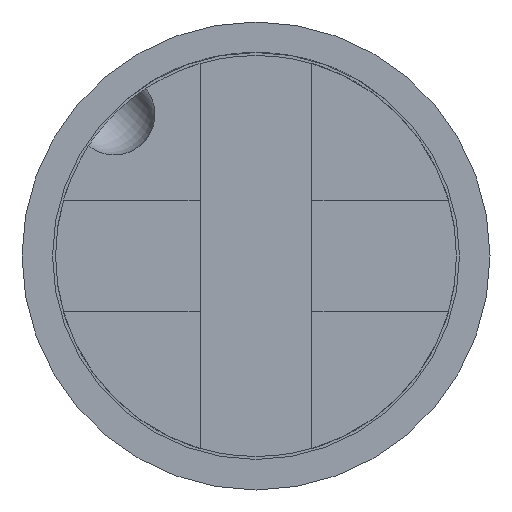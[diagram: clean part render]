
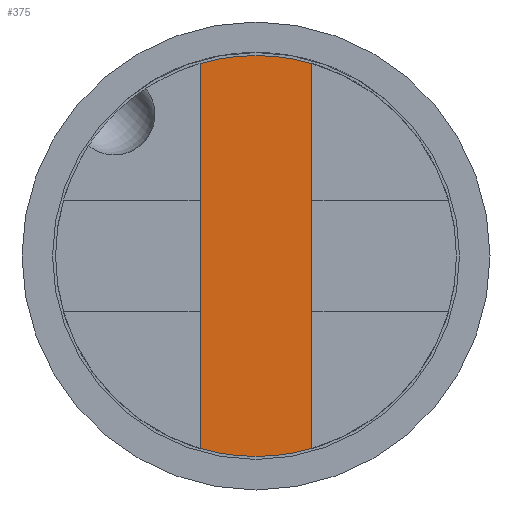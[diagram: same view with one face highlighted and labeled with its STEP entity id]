
A CAD part, front view. The second image highlights one B-rep face of the part: STEP entity #375.
In plain terms, the highlighted planar face has unit normal (0, -1, 0).
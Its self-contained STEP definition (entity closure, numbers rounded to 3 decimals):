
#14 = ORIENTED_EDGE ( 'NONE', *, *, #281, .T. ) ;
#281 = EDGE_CURVE ( 'Defeature ausgef�hrt1_16+Defeature ausgef�hrt1_2+Defeature ausgef�hrt1_14+Defeature ausgef�hrt1_15', #3432, #1532, #527, .T. ) ;
#297 = FACE_OUTER_BOUND ( 'NONE', #3777, .T. ) ;
#375 = ADVANCED_FACE ( 'Defeature ausgef�hrt1_16', ( #297 ), #2362, .T. ) ;
#411 = DIRECTION ( 'NONE',  ( 0., 0., -1. ) ) ;
#527 = CIRCLE ( 'NONE', #2264, 0.985 ) ;
#528 = DIRECTION ( 'NONE',  ( 0., 0., -1. ) ) ;
#687 = EDGE_CURVE ( 'Defeature ausgef�hrt1_16+Defeature ausgef�hrt1_2+Defeature ausgef�hrt1_14+Defeature ausgef�hrt1_15', #900, #3432, #1801, .T. ) ;
#900 = VERTEX_POINT ( 'NONE', #2878 ) ;
#988 = CARTESIAN_POINT ( 'NONE',  ( 0.275, -23.3, -0.447 ) ) ;
#1058 = CARTESIAN_POINT ( 'NONE',  ( 0.275, -23.3, -0.946 ) ) ;
#1198 = CARTESIAN_POINT ( 'NONE',  ( 0., -23.3, 0. ) ) ;
#1320 = DIRECTION ( 'NONE',  ( 0., 0., 1. ) ) ;
#1325 = ORIENTED_EDGE ( 'NONE', *, *, #687, .T. ) ;
#1377 = CARTESIAN_POINT ( 'NONE',  ( 0., -23.3, 0. ) ) ;
#1464 = DIRECTION ( 'NONE',  ( 0., 0., -1. ) ) ;
#1521 = ORIENTED_EDGE ( 'NONE', *, *, #4015, .T. ) ;
#1532 = VERTEX_POINT ( 'NONE', #3258 ) ;
#1534 = CARTESIAN_POINT ( 'NONE',  ( -0.275, -23.3, -0.946 ) ) ;
#1545 = AXIS2_PLACEMENT_3D ( 'NONE', #3937, #2067, #528 ) ;
#1587 = CARTESIAN_POINT ( 'NONE',  ( 0., -23.3, 0.985 ) ) ;
#1604 = VERTEX_POINT ( 'NONE', #3311 ) ;
#1624 = DIRECTION ( 'NONE',  ( 0., -1., 0. ) ) ;
#1644 = AXIS2_PLACEMENT_3D ( 'NONE', #3446, #1624, #2260 ) ;
#1801 = CIRCLE ( 'NONE', #2643, 0.985 ) ;
#1825 = DIRECTION ( 'NONE',  ( 0., -1., 0. ) ) ;
#1898 = VECTOR ( 'NONE', #1320, 1000. ) ;
#1954 = ORIENTED_EDGE ( 'NONE', *, *, #3804, .T. ) ;
#1961 = VERTEX_POINT ( 'NONE', #1058 ) ;
#1989 = AXIS2_PLACEMENT_3D ( 'NONE', #1198, #3950, #1464 ) ;
#1993 = DIRECTION ( 'NONE',  ( 0., -1., 0. ) ) ;
#2067 = DIRECTION ( 'NONE',  ( 0., -1., 0. ) ) ;
#2085 = ORIENTED_EDGE ( 'NONE', *, *, #2353, .T. ) ;
#2103 = CARTESIAN_POINT ( 'NONE',  ( 0., -23.3, 0. ) ) ;
#2260 = DIRECTION ( 'NONE',  ( 0., 0., -1. ) ) ;
#2264 = AXIS2_PLACEMENT_3D ( 'NONE', #1377, #1993, #3823 ) ;
#2273 = CARTESIAN_POINT ( 'NONE',  ( -0.275, -23.3, -0.447 ) ) ;
#2278 = EDGE_CURVE ( 'Defeature ausgef�hrt1_16+Defeature ausgef�hrt1_2+Defeature ausgef�hrt1_15+Defeature ausgef�hrt1_14', #2858, #1604, #3932, .T. ) ;
#2353 = EDGE_CURVE ( 'Defeature ausgef�hrt1_16+Defeature ausgef�hrt1_15+Defeature ausgef�hrt1_2+Defeature ausgef�hrt1_2', #1532, #2858, #2404, .T. ) ;
#2362 = PLANE ( 'NONE',  #1545 ) ;
#2373 = ORIENTED_EDGE ( 'NONE', *, *, #2278, .T. ) ;
#2404 = LINE ( 'NONE', #2273, #2600 ) ;
#2424 = DIRECTION ( 'NONE',  ( 0., 0., -1. ) ) ;
#2600 = VECTOR ( 'NONE', #411, 1000. ) ;
#2643 = AXIS2_PLACEMENT_3D ( 'NONE', #2103, #1825, #2424 ) ;
#2858 = VERTEX_POINT ( 'NONE', #1534 ) ;
#2878 = CARTESIAN_POINT ( 'NONE',  ( 0.275, -23.3, 0.946 ) ) ;
#2984 = CIRCLE ( 'NONE', #1989, 0.985 ) ;
#3258 = CARTESIAN_POINT ( 'NONE',  ( -0.275, -23.3, 0.946 ) ) ;
#3311 = CARTESIAN_POINT ( 'NONE',  ( 0., -23.3, -0.985 ) ) ;
#3432 = VERTEX_POINT ( 'NONE', #1587 ) ;
#3446 = CARTESIAN_POINT ( 'NONE',  ( 0., -23.3, 0. ) ) ;
#3777 = EDGE_LOOP ( 'NONE', ( #1521, #1325, #14, #2085, #2373, #1954 ) ) ;
#3804 = EDGE_CURVE ( 'Defeature ausgef�hrt1_16+Defeature ausgef�hrt1_2+Defeature ausgef�hrt1_15+Defeature ausgef�hrt1_14', #1604, #1961, #2984, .T. ) ;
#3823 = DIRECTION ( 'NONE',  ( 0., 0., -1. ) ) ;
#3932 = CIRCLE ( 'NONE', #1644, 0.985 ) ;
#3937 = CARTESIAN_POINT ( 'NONE',  ( 0., -23.3, 0. ) ) ;
#3950 = DIRECTION ( 'NONE',  ( 0., -1., 0. ) ) ;
#3965 = LINE ( 'NONE', #988, #1898 ) ;
#4015 = EDGE_CURVE ( 'Defeature ausgef�hrt1_16+Defeature ausgef�hrt1_14+Defeature ausgef�hrt1_2+Defeature ausgef�hrt1_2', #1961, #900, #3965, .T. ) ;
